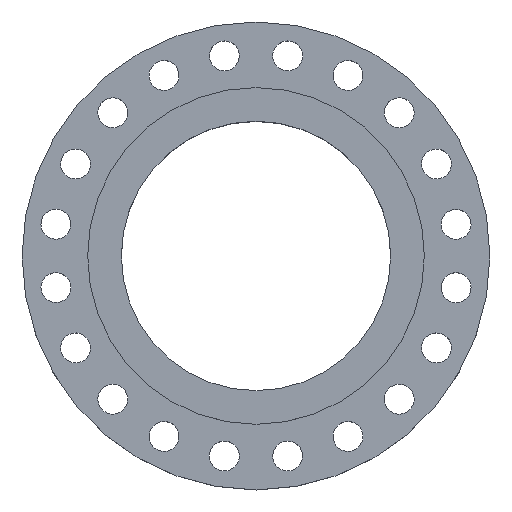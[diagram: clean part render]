
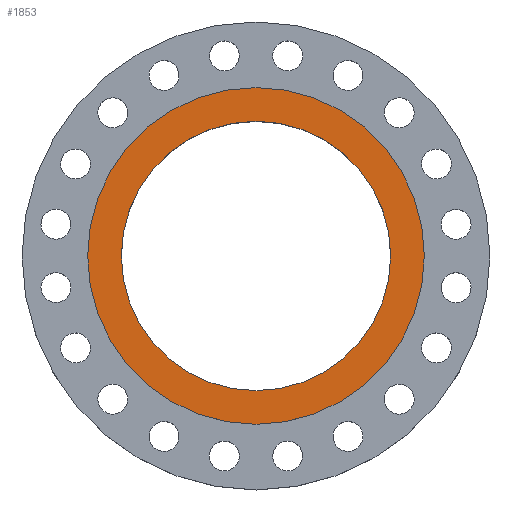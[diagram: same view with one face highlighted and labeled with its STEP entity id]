
A CAD part, top view. The second image highlights one B-rep face of the part: STEP entity #1853.
In plain terms, the highlighted planar face has unit normal (0, 0, 1).
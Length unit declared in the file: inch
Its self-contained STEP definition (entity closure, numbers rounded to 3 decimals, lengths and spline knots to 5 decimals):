
#1 = CARTESIAN_POINT ( 'NONE',  ( 0., 0., 0.25 ) ) ;
#52 = ORIENTED_EDGE ( 'NONE', *, *, #1653, .F. ) ;
#77 = ORIENTED_EDGE ( 'NONE', *, *, #355, .F. ) ;
#117 = DIRECTION ( 'NONE',  ( 0., 0., 1. ) ) ;
#124 = DIRECTION ( 'NONE',  ( 0., 0., 1. ) ) ;
#143 = EDGE_LOOP ( 'NONE', ( #750, #1622 ) ) ;
#197 = CIRCLE ( 'NONE', #1419, 14.75 ) ;
#313 = DIRECTION ( 'NONE',  ( 1., 0., 0. ) ) ;
#333 = CARTESIAN_POINT ( 'NONE',  ( 0., 0., 0.25 ) ) ;
#355 = EDGE_CURVE ( 'NONE', #945, #1609, #2000, .T. ) ;
#356 = AXIS2_PLACEMENT_3D ( 'NONE', #885, #124, #1055 ) ;
#430 = AXIS2_PLACEMENT_3D ( 'NONE', #556, #117, #848 ) ;
#439 = FACE_BOUND ( 'NONE', #576, .T. ) ;
#527 = DIRECTION ( 'NONE',  ( 1., 0., 0. ) ) ;
#556 = CARTESIAN_POINT ( 'NONE',  ( 0., 0., 0.25 ) ) ;
#576 = EDGE_LOOP ( 'NONE', ( #52, #77 ) ) ;
#617 = AXIS2_PLACEMENT_3D ( 'NONE', #333, #940, #646 ) ;
#646 = DIRECTION ( 'NONE',  ( 1., 0., 0. ) ) ;
#750 = ORIENTED_EDGE ( 'NONE', *, *, #1937, .T. ) ;
#836 = AXIS2_PLACEMENT_3D ( 'NONE', #1436, #1764, #527 ) ;
#841 = CARTESIAN_POINT ( 'NONE',  ( 11.8, 0., 0.25 ) ) ;
#848 = DIRECTION ( 'NONE',  ( 1., 0., 0. ) ) ;
#855 = PLANE ( 'NONE',  #430 ) ;
#885 = CARTESIAN_POINT ( 'NONE',  ( 0., 0., 0.25 ) ) ;
#922 = DIRECTION ( 'NONE',  ( 0., 0., 1. ) ) ;
#940 = DIRECTION ( 'NONE',  ( 0., 0., 1. ) ) ;
#945 = VERTEX_POINT ( 'NONE', #841 ) ;
#1055 = DIRECTION ( 'NONE',  ( 1., 0., 0. ) ) ;
#1056 = FACE_OUTER_BOUND ( 'NONE', #143, .T. ) ;
#1077 = VERTEX_POINT ( 'NONE', #1144 ) ;
#1115 = CARTESIAN_POINT ( 'NONE',  ( -11.8, 0., 0.25 ) ) ;
#1129 = CIRCLE ( 'NONE', #356, 14.75 ) ;
#1144 = CARTESIAN_POINT ( 'NONE',  ( 14.75, 0., 0.25 ) ) ;
#1186 = VERTEX_POINT ( 'NONE', #1201 ) ;
#1201 = CARTESIAN_POINT ( 'NONE',  ( -14.75, 0., 0.25 ) ) ;
#1351 = EDGE_CURVE ( 'NONE', #1077, #1186, #1129, .T. ) ;
#1419 = AXIS2_PLACEMENT_3D ( 'NONE', #1, #922, #313 ) ;
#1436 = CARTESIAN_POINT ( 'NONE',  ( 0., 0., 0.25 ) ) ;
#1609 = VERTEX_POINT ( 'NONE', #1115 ) ;
#1622 = ORIENTED_EDGE ( 'NONE', *, *, #1351, .T. ) ;
#1653 = EDGE_CURVE ( 'NONE', #1609, #945, #1838, .T. ) ;
#1764 = DIRECTION ( 'NONE',  ( 0., 0., 1. ) ) ;
#1838 = CIRCLE ( 'NONE', #836, 11.8 ) ;
#1853 = ADVANCED_FACE ( 'NONE', ( #439, #1056 ), #855, .T. ) ;
#1937 = EDGE_CURVE ( 'NONE', #1186, #1077, #197, .T. ) ;
#2000 = CIRCLE ( 'NONE', #617, 11.8 ) ;
